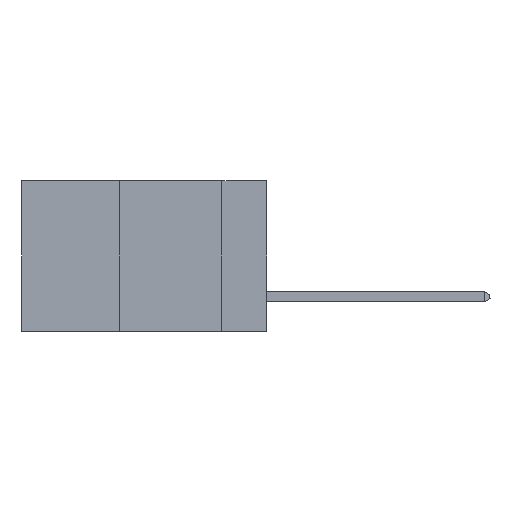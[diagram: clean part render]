
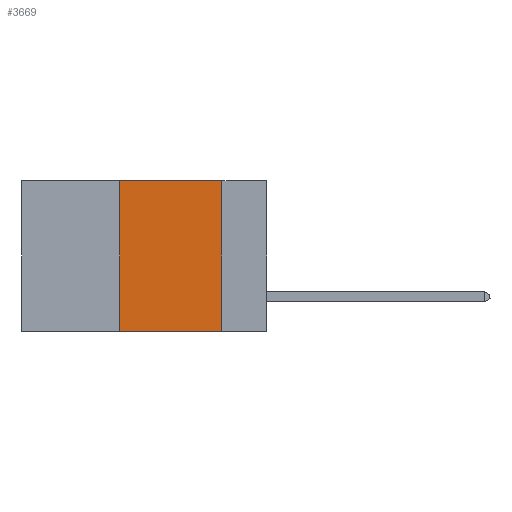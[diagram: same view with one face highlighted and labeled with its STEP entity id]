
A CAD part, left-side view. The second image highlights one B-rep face of the part: STEP entity #3669.
In plain terms, the highlighted planar face has unit normal (-1, 0, 0).
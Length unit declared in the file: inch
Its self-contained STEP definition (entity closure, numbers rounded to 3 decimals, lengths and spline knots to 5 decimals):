
#331 = VERTEX_POINT ( 'NONE', #28184 ) ;
#411 = EDGE_LOOP ( 'NONE', ( #25096, #32654, #1502, #38552 ) ) ;
#1502 = ORIENTED_EDGE ( 'NONE', *, *, #37158, .F. ) ;
#2733 = CARTESIAN_POINT ( 'NONE',  ( 0., 0.6, -0.37 ) ) ;
#3669 = ADVANCED_FACE ( 'NONE', ( #28621 ), #4216, .F. ) ;
#4216 = PLANE ( 'NONE',  #9210 ) ;
#4908 = CARTESIAN_POINT ( 'NONE',  ( 0., 0.36, 0. ) ) ;
#5462 = DIRECTION ( 'NONE',  ( 0., 0., 1. ) ) ;
#7254 = DIRECTION ( 'NONE',  ( 0., 0., -1. ) ) ;
#8221 = LINE ( 'NONE', #31968, #15686 ) ;
#9210 = AXIS2_PLACEMENT_3D ( 'NONE', #20577, #13777, #7254 ) ;
#10400 = DIRECTION ( 'NONE',  ( 0., -1., 0. ) ) ;
#12010 = EDGE_CURVE ( 'NONE', #39746, #22452, #29280, .T. ) ;
#13777 = DIRECTION ( 'NONE',  ( 1., 0., 0. ) ) ;
#15686 = VECTOR ( 'NONE', #19072, 39.37008 ) ;
#17594 = LINE ( 'NONE', #4908, #25499 ) ;
#19072 = DIRECTION ( 'NONE',  ( 0., -1., 0. ) ) ;
#20577 = CARTESIAN_POINT ( 'NONE',  ( 0., 0.6, 0. ) ) ;
#20992 = CARTESIAN_POINT ( 'NONE',  ( 0., 0.36, -0.37 ) ) ;
#22452 = VERTEX_POINT ( 'NONE', #40879 ) ;
#22476 = CARTESIAN_POINT ( 'NONE',  ( 0., 0.36, 0. ) ) ;
#23929 = LINE ( 'NONE', #35202, #29902 ) ;
#24324 = EDGE_CURVE ( 'NONE', #34222, #331, #8221, .T. ) ;
#25096 = ORIENTED_EDGE ( 'NONE', *, *, #39377, .F. ) ;
#25499 = VECTOR ( 'NONE', #5462, 39.37008 ) ;
#28184 = CARTESIAN_POINT ( 'NONE',  ( 0., 0.11, 0. ) ) ;
#28621 = FACE_OUTER_BOUND ( 'NONE', #411, .T. ) ;
#29280 = LINE ( 'NONE', #2733, #40256 ) ;
#29902 = VECTOR ( 'NONE', #38927, 39.37008 ) ;
#31968 = CARTESIAN_POINT ( 'NONE',  ( 0., 0.6, 0. ) ) ;
#32654 = ORIENTED_EDGE ( 'NONE', *, *, #24324, .F. ) ;
#34222 = VERTEX_POINT ( 'NONE', #22476 ) ;
#35202 = CARTESIAN_POINT ( 'NONE',  ( 0., 0.11, 0. ) ) ;
#37158 = EDGE_CURVE ( 'NONE', #39746, #34222, #17594, .T. ) ;
#38552 = ORIENTED_EDGE ( 'NONE', *, *, #12010, .T. ) ;
#38927 = DIRECTION ( 'NONE',  ( 0., 0., -1. ) ) ;
#39377 = EDGE_CURVE ( 'NONE', #331, #22452, #23929, .T. ) ;
#39746 = VERTEX_POINT ( 'NONE', #20992 ) ;
#40256 = VECTOR ( 'NONE', #10400, 39.37008 ) ;
#40879 = CARTESIAN_POINT ( 'NONE',  ( 0., 0.11, -0.37 ) ) ;
